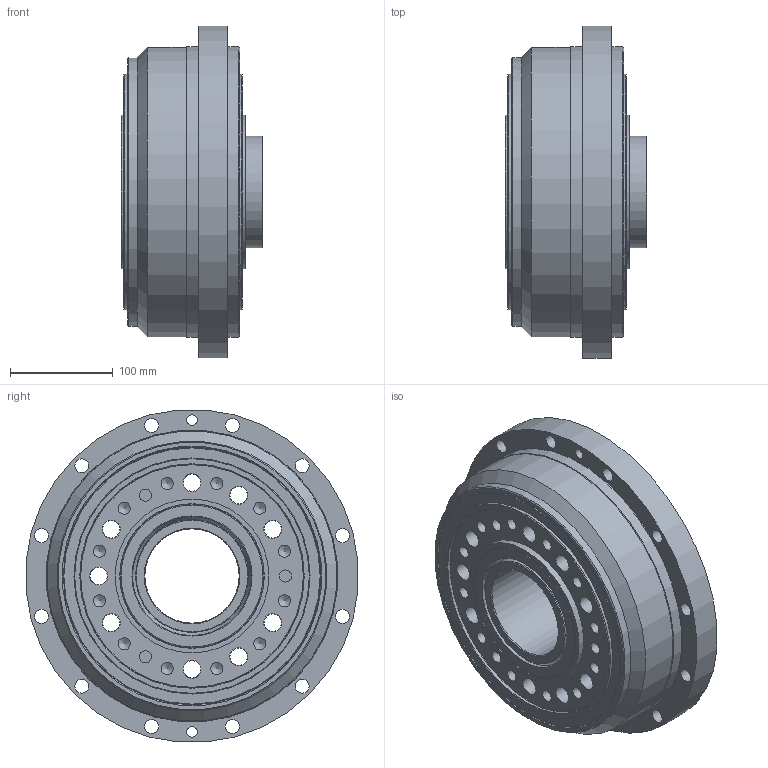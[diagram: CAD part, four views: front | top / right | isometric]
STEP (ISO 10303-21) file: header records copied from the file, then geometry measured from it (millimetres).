
FILE_DESCRIPTION(/* description */ (''),/* implementation_level */ '2;1');
FILE_NAME(/* name */ 'F2CF-C55_STD.stp',/* time_stamp */ '2017-12-07T09:49:23+09:00',/* author */ ('Thi_Nguyen'),/* organization */ (''),/* preprocessor_version */ 'ST-DEVELOPER v15.6',/* originating_system */ 'Autodesk Inventor 2015',/* authorisation */ '');
FILE_SCHEMA (('AUTOMOTIVE_DESIGN { 1 0 10303 214 3 1 1 }'));
Length unit declared in the file: millimetre
Products named in the file (1): F2CF-C55_STD
Bounding box: 138 x 323.76 x 323.76 mm (x, y, z)
Volume: 696.6 mm3; surface area: 714881.3 mm2
Topology: 6 solids, 9 shells, 324 faces, 694 edges, 446 vertices
Faces by surface type: cylinder 138, plane 94, cone 63, torus 29
Full cylindrical faces by diameter (mm): 4.134 x8, 10.106 x2, 11.835 x15, 13.5 x12, 14 x9, 14.8 x6, 17 x9, 17.5 x18, 20.5 x3, 21 x3, 23 x3, 92 x1, 109 x1, 110 x4, 117.2 x2, 122 x1, 135 x2, 140 x4, 150 x4, 155 x2, 205 x2, 214 x2, 215 x2, 218 x1, 230 x6, 235.04 x2, 239.5 x1, 246.8 x2, 250 x2, 251 x4
Entity records: 7575 total; most frequent: DIRECTION 1380, CARTESIAN_POINT 1091, ORIENTED_EDGE 796, EDGE_LOOP 700, AXIS2_PLACEMENT_3D 663, EDGE_CURVE 392, FACE_BOUND 376, VERTEX_POINT 374
